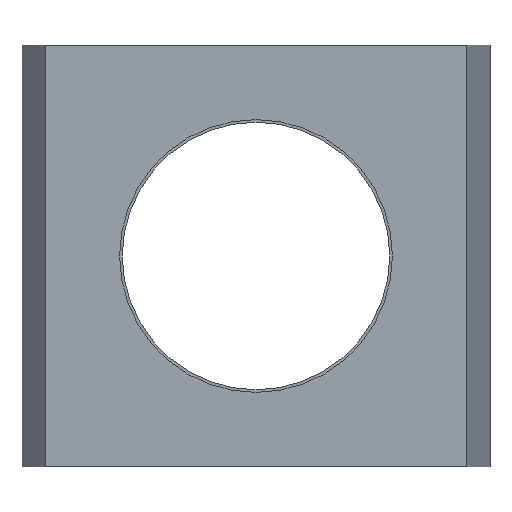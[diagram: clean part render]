
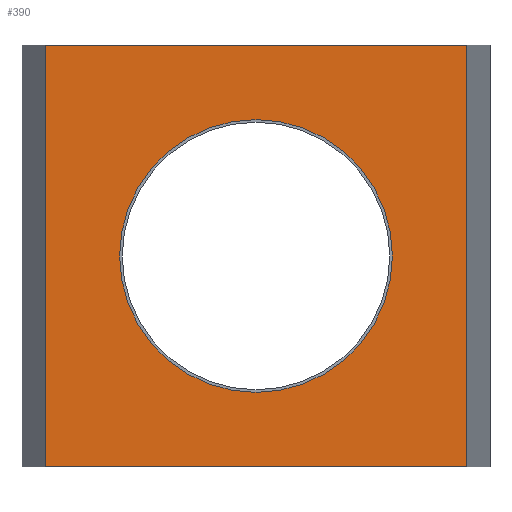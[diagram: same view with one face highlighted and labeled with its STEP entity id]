
A CAD part, front view. The second image highlights one B-rep face of the part: STEP entity #390.
In plain terms, the highlighted planar face has unit normal (0, -1, 0).
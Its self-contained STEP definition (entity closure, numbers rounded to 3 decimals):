
#7 = VECTOR ( 'NONE', #304, 1000. ) ;
#21 = DIRECTION ( 'NONE',  ( 0., 0., -1. ) ) ;
#59 = VERTEX_POINT ( 'NONE', #855 ) ;
#93 = DIRECTION ( 'NONE',  ( 0., 0., -1. ) ) ;
#96 = CARTESIAN_POINT ( 'NONE',  ( -315., 0., 315. ) ) ;
#99 = DIRECTION ( 'NONE',  ( 0., 0., -1. ) ) ;
#102 = FACE_OUTER_BOUND ( 'NONE', #733, .T. ) ;
#113 = VERTEX_POINT ( 'NONE', #949 ) ;
#119 = ORIENTED_EDGE ( 'NONE', *, *, #744, .F. ) ;
#123 = LINE ( 'NONE', #945, #839 ) ;
#137 = VERTEX_POINT ( 'NONE', #486 ) ;
#159 = DIRECTION ( 'NONE',  ( 0., 1., 0. ) ) ;
#183 = CARTESIAN_POINT ( 'NONE',  ( 315., 0., -315. ) ) ;
#189 = CARTESIAN_POINT ( 'NONE',  ( -315., 0., 315. ) ) ;
#245 = VECTOR ( 'NONE', #901, 1000. ) ;
#260 = DIRECTION ( 'NONE',  ( 1., 0., 0. ) ) ;
#262 = AXIS2_PLACEMENT_3D ( 'NONE', #96, #159, #453 ) ;
#274 = ORIENTED_EDGE ( 'NONE', *, *, #291, .T. ) ;
#291 = EDGE_CURVE ( 'NONE', #137, #359, #758, .T. ) ;
#304 = DIRECTION ( 'NONE',  ( 1., 0., 0. ) ) ;
#348 = CIRCLE ( 'NONE', #466, 204. ) ;
#358 = CARTESIAN_POINT ( 'NONE',  ( 315., 0., 315. ) ) ;
#359 = VERTEX_POINT ( 'NONE', #183 ) ;
#378 = LINE ( 'NONE', #455, #784 ) ;
#384 = AXIS2_PLACEMENT_3D ( 'NONE', #385, #686, #21 ) ;
#385 = CARTESIAN_POINT ( 'NONE',  ( 0., 0., 0. ) ) ;
#390 = ADVANCED_FACE ( 'NONE', ( #930, #102 ), #626, .F. ) ;
#453 = DIRECTION ( 'NONE',  ( 0., 0., 1. ) ) ;
#455 = CARTESIAN_POINT ( 'NONE',  ( -315., 0., 315. ) ) ;
#457 = CARTESIAN_POINT ( 'NONE',  ( 315., 0., 315. ) ) ;
#466 = AXIS2_PLACEMENT_3D ( 'NONE', #759, #617, #93 ) ;
#486 = CARTESIAN_POINT ( 'NONE',  ( -315., 0., -315. ) ) ;
#495 = EDGE_CURVE ( 'NONE', #867, #359, #604, .T. ) ;
#525 = EDGE_CURVE ( 'NONE', #669, #137, #378, .T. ) ;
#579 = ORIENTED_EDGE ( 'NONE', *, *, #525, .T. ) ;
#604 = LINE ( 'NONE', #457, #245 ) ;
#617 = DIRECTION ( 'NONE',  ( 0., -1., 0. ) ) ;
#626 = PLANE ( 'NONE',  #262 ) ;
#644 = EDGE_CURVE ( 'NONE', #113, #59, #348, .T. ) ;
#646 = EDGE_CURVE ( 'NONE', #59, #113, #950, .T. ) ;
#669 = VERTEX_POINT ( 'NONE', #189 ) ;
#685 = CARTESIAN_POINT ( 'NONE',  ( -315., 0., -315. ) ) ;
#686 = DIRECTION ( 'NONE',  ( 0., -1., 0. ) ) ;
#704 = ORIENTED_EDGE ( 'NONE', *, *, #644, .F. ) ;
#725 = EDGE_LOOP ( 'NONE', ( #792, #704 ) ) ;
#733 = EDGE_LOOP ( 'NONE', ( #274, #886, #119, #579 ) ) ;
#744 = EDGE_CURVE ( 'NONE', #669, #867, #123, .T. ) ;
#758 = LINE ( 'NONE', #685, #7 ) ;
#759 = CARTESIAN_POINT ( 'NONE',  ( 0., 0., 0. ) ) ;
#784 = VECTOR ( 'NONE', #99, 1000. ) ;
#792 = ORIENTED_EDGE ( 'NONE', *, *, #646, .F. ) ;
#839 = VECTOR ( 'NONE', #260, 1000. ) ;
#855 = CARTESIAN_POINT ( 'NONE',  ( 0., 0., -204. ) ) ;
#867 = VERTEX_POINT ( 'NONE', #358 ) ;
#886 = ORIENTED_EDGE ( 'NONE', *, *, #495, .F. ) ;
#901 = DIRECTION ( 'NONE',  ( 0., 0., -1. ) ) ;
#930 = FACE_BOUND ( 'NONE', #725, .T. ) ;
#945 = CARTESIAN_POINT ( 'NONE',  ( -315., 0., 315. ) ) ;
#949 = CARTESIAN_POINT ( 'NONE',  ( 0., 0., 204. ) ) ;
#950 = CIRCLE ( 'NONE', #384, 204. ) ;
